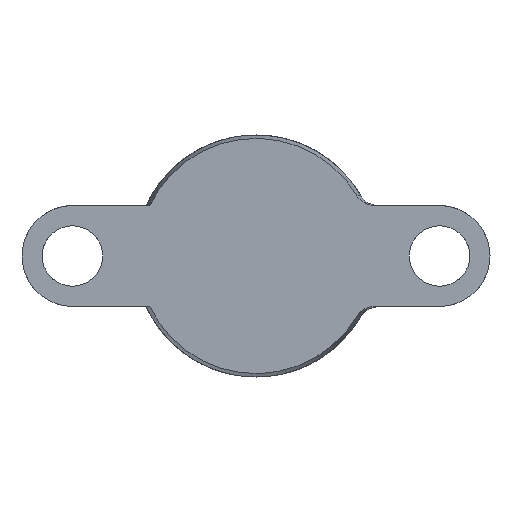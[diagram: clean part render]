
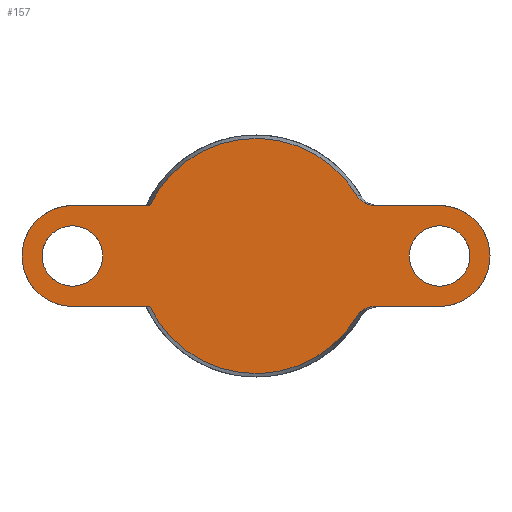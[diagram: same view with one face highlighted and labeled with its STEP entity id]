
A CAD part, front view. The second image highlights one B-rep face of the part: STEP entity #157.
In plain terms, the highlighted planar face has unit normal (0, -1, 0).
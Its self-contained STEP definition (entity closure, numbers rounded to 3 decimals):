
#4 = EDGE_CURVE ( 'NONE', #92, #830, #547, .T. ) ;
#6 = CARTESIAN_POINT ( 'NONE',  ( 27.871, 0., -12.72 ) ) ;
#32 = DIRECTION ( 'NONE',  ( -1., 0., 0. ) ) ;
#45 = CARTESIAN_POINT ( 'NONE',  ( 26.678, 0., 13.261 ) ) ;
#63 = EDGE_CURVE ( 'NONE', #541, #541, #1019, .T. ) ;
#75 = ORIENTED_EDGE ( 'NONE', *, *, #769, .T. ) ;
#78 = LINE ( 'NONE', #582, #1144 ) ;
#83 = LINE ( 'NONE', #776, #1228 ) ;
#88 = ORIENTED_EDGE ( 'NONE', *, *, #1025, .T. ) ;
#92 = VERTEX_POINT ( 'NONE', #675 ) ;
#117 = EDGE_CURVE ( 'NONE', #916, #567, #78, .T. ) ;
#144 = CARTESIAN_POINT ( 'NONE',  ( 28.933, 0., 12.5 ) ) ;
#153 = CARTESIAN_POINT ( 'NONE',  ( 28.502, 0., 12.556 ) ) ;
#157 = ADVANCED_FACE ( 'NONE', ( #1076, #486, #883 ), #1281, .F. ) ;
#158 = LINE ( 'NONE', #1147, #508 ) ;
#160 = CARTESIAN_POINT ( 'NONE',  ( 26.495, 0., 13.38 ) ) ;
#166 = DIRECTION ( 'NONE',  ( 0., 0., 1. ) ) ;
#195 = DIRECTION ( 'NONE',  ( 0., 0., -1. ) ) ;
#200 = CARTESIAN_POINT ( 'NONE',  ( -45.5, 0., 0. ) ) ;
#211 = CARTESIAN_POINT ( 'NONE',  ( 45.5, 0., 12.5 ) ) ;
#225 = CARTESIAN_POINT ( 'NONE',  ( 25.237, 0., -14.58 ) ) ;
#230 = VECTOR ( 'NONE', #32, 1000. ) ;
#233 = CARTESIAN_POINT ( 'NONE',  ( 25.508, 0., -14.24 ) ) ;
#255 = CARTESIAN_POINT ( 'NONE',  ( 27.869, 0., 12.721 ) ) ;
#259 = DIRECTION ( 'NONE',  ( 1., 0., 0. ) ) ;
#262 = CARTESIAN_POINT ( 'NONE',  ( -29.143, 0., 0. ) ) ;
#266 = CARTESIAN_POINT ( 'NONE',  ( 25.011, 0., 14.959 ) ) ;
#270 = ORIENTED_EDGE ( 'NONE', *, *, #1101, .T. ) ;
#283 = CARTESIAN_POINT ( 'NONE',  ( 25.011, 0., 14.959 ) ) ;
#288 = VERTEX_POINT ( 'NONE', #211 ) ;
#326 = CARTESIAN_POINT ( 'NONE',  ( 26.862, 0., -13.142 ) ) ;
#344 = ORIENTED_EDGE ( 'NONE', *, *, #1000, .F. ) ;
#362 = CARTESIAN_POINT ( 'NONE',  ( -15., 0., 12.5 ) ) ;
#373 = CARTESIAN_POINT ( 'NONE',  ( 29.374, 0., -12.5 ) ) ;
#379 = CIRCLE ( 'NONE', #1252, 29.143 ) ;
#387 = AXIS2_PLACEMENT_3D ( 'NONE', #419, #794, #1235 ) ;
#390 = DIRECTION ( 'NONE',  ( 0., -1., 0. ) ) ;
#395 = DIRECTION ( 'NONE',  ( 0., 0., -1. ) ) ;
#417 = CARTESIAN_POINT ( 'NONE',  ( 28.503, 0., -12.556 ) ) ;
#419 = CARTESIAN_POINT ( 'NONE',  ( 45.5, 0., 0. ) ) ;
#452 = CARTESIAN_POINT ( 'NONE',  ( 29.374, 0., 12.5 ) ) ;
#457 = EDGE_CURVE ( 'NONE', #483, #579, #672, .T. ) ;
#459 = CARTESIAN_POINT ( 'NONE',  ( 25.011, 0., -14.959 ) ) ;
#483 = VERTEX_POINT ( 'NONE', #452 ) ;
#486 = FACE_BOUND ( 'NONE', #1266, .T. ) ;
#508 = VECTOR ( 'NONE', #259, 1000. ) ;
#518 = AXIS2_PLACEMENT_3D ( 'NONE', #1210, #390, #395 ) ;
#520 = CARTESIAN_POINT ( 'NONE',  ( 27.662, 0., -12.789 ) ) ;
#524 = EDGE_CURVE ( 'NONE', #1033, #1194, #83, .T. ) ;
#527 = CARTESIAN_POINT ( 'NONE',  ( 28.933, 0., -12.5 ) ) ;
#533 = ORIENTED_EDGE ( 'NONE', *, *, #4, .T. ) ;
#536 = CARTESIAN_POINT ( 'NONE',  ( 27.253, 0., 12.954 ) ) ;
#541 = VERTEX_POINT ( 'NONE', #1215 ) ;
#543 = AXIS2_PLACEMENT_3D ( 'NONE', #1158, #1260, #570 ) ;
#546 = CARTESIAN_POINT ( 'NONE',  ( 27.659, 0., 12.79 ) ) ;
#547 = LINE ( 'NONE', #362, #230 ) ;
#551 = CARTESIAN_POINT ( 'NONE',  ( 26.144, 0., 13.642 ) ) ;
#567 = VERTEX_POINT ( 'NONE', #373 ) ;
#570 = DIRECTION ( 'NONE',  ( 0., 0., 1. ) ) ;
#576 = ORIENTED_EDGE ( 'NONE', *, *, #63, .F. ) ;
#578 = CIRCLE ( 'NONE', #1117, 12.5 ) ;
#579 = VERTEX_POINT ( 'NONE', #266 ) ;
#582 = CARTESIAN_POINT ( 'NONE',  ( 15., 0., -12.5 ) ) ;
#586 = CARTESIAN_POINT ( 'NONE',  ( 0., 0., 0. ) ) ;
#591 = DIRECTION ( 'NONE',  ( 0., 0., -1. ) ) ;
#607 = CIRCLE ( 'NONE', #387, 7.5 ) ;
#634 = CARTESIAN_POINT ( 'NONE',  ( 26.146, 0., -13.64 ) ) ;
#644 = CARTESIAN_POINT ( 'NONE',  ( 27.057, 0., 13.048 ) ) ;
#655 = EDGE_CURVE ( 'NONE', #830, #1033, #578, .T. ) ;
#672 = B_SPLINE_CURVE_WITH_KNOTS ( 'NONE', 3,
 ( #1040, #144, #153, #255, #546, #536, #644, #45, #160, #551, #817, #877, #1177, #283 ),
 .UNSPECIFIED., .F., .F.,
 ( 4, 2, 2, 2, 2, 2, 4 ),
 ( 0., 0.001, 0.002, 0.003, 0.003, 0.004, 0.005 ),
 .UNSPECIFIED. ) ;
#675 = CARTESIAN_POINT ( 'NONE',  ( -26.326, 0., 12.5 ) ) ;
#687 = DIRECTION ( 'NONE',  ( 0., 1., 0. ) ) ;
#713 = ORIENTED_EDGE ( 'NONE', *, *, #747, .F. ) ;
#723 = EDGE_CURVE ( 'NONE', #1194, #1004, #1018, .T. ) ;
#745 = CARTESIAN_POINT ( 'NONE',  ( 45.5, 0., -12.5 ) ) ;
#747 = EDGE_CURVE ( 'NONE', #288, #916, #1209, .T. ) ;
#769 = EDGE_CURVE ( 'NONE', #579, #92, #379, .T. ) ;
#771 = CARTESIAN_POINT ( 'NONE',  ( 45.5, 0., 7.5 ) ) ;
#776 = CARTESIAN_POINT ( 'NONE',  ( -15., 0., -12.5 ) ) ;
#794 = DIRECTION ( 'NONE',  ( 0., 1., 0. ) ) ;
#795 = DIRECTION ( 'NONE',  ( 0., -1., 0. ) ) ;
#805 = EDGE_LOOP ( 'NONE', ( #344, #947, #75, #533, #1102, #1136, #1030, #270, #1113, #713 ) ) ;
#817 = CARTESIAN_POINT ( 'NONE',  ( 25.976, 0., 13.785 ) ) ;
#830 = VERTEX_POINT ( 'NONE', #1125 ) ;
#857 = CARTESIAN_POINT ( 'NONE',  ( 27.255, 0., -12.953 ) ) ;
#877 = CARTESIAN_POINT ( 'NONE',  ( 25.507, 0., 14.24 ) ) ;
#883 = FACE_BOUND ( 'NONE', #888, .T. ) ;
#888 = EDGE_LOOP ( 'NONE', ( #576 ) ) ;
#906 = DIRECTION ( 'NONE',  ( 0., -1., 0. ) ) ;
#916 = VERTEX_POINT ( 'NONE', #745 ) ;
#936 = AXIS2_PLACEMENT_3D ( 'NONE', #1182, #687, #195 ) ;
#947 = ORIENTED_EDGE ( 'NONE', *, *, #457, .T. ) ;
#956 = CARTESIAN_POINT ( 'NONE',  ( 25.011, 0., -14.959 ) ) ;
#1000 = EDGE_CURVE ( 'NONE', #483, #288, #158, .T. ) ;
#1004 = VERTEX_POINT ( 'NONE', #459 ) ;
#1018 = CIRCLE ( 'NONE', #518, 29.143 ) ;
#1019 = CIRCLE ( 'NONE', #543, 7.5 ) ;
#1025 = EDGE_CURVE ( 'NONE', #1069, #1069, #607, .T. ) ;
#1030 = ORIENTED_EDGE ( 'NONE', *, *, #723, .T. ) ;
#1033 = VERTEX_POINT ( 'NONE', #1124 ) ;
#1038 = CARTESIAN_POINT ( 'NONE',  ( 26.497, 0., -13.379 ) ) ;
#1040 = CARTESIAN_POINT ( 'NONE',  ( 29.374, 0., 12.5 ) ) ;
#1055 = DIRECTION ( 'NONE',  ( 0., 1., 0. ) ) ;
#1067 = DIRECTION ( 'NONE',  ( 1., 0., 0. ) ) ;
#1069 = VERTEX_POINT ( 'NONE', #771 ) ;
#1076 = FACE_OUTER_BOUND ( 'NONE', #805, .T. ) ;
#1101 = EDGE_CURVE ( 'NONE', #1004, #567, #1232, .T. ) ;
#1102 = ORIENTED_EDGE ( 'NONE', *, *, #655, .T. ) ;
#1113 = ORIENTED_EDGE ( 'NONE', *, *, #117, .F. ) ;
#1117 = AXIS2_PLACEMENT_3D ( 'NONE', #200, #906, #591 ) ;
#1124 = CARTESIAN_POINT ( 'NONE',  ( -45.5, 0., -12.5 ) ) ;
#1125 = CARTESIAN_POINT ( 'NONE',  ( -45.5, 0., 12.5 ) ) ;
#1133 = DIRECTION ( 'NONE',  ( 0., 0., -1. ) ) ;
#1134 = CARTESIAN_POINT ( 'NONE',  ( 25.977, 0., -13.784 ) ) ;
#1136 = ORIENTED_EDGE ( 'NONE', *, *, #524, .T. ) ;
#1144 = VECTOR ( 'NONE', #1269, 1000. ) ;
#1147 = CARTESIAN_POINT ( 'NONE',  ( 15., 0., 12.5 ) ) ;
#1158 = CARTESIAN_POINT ( 'NONE',  ( -45.5, 0., 0. ) ) ;
#1177 = CARTESIAN_POINT ( 'NONE',  ( 25.237, 0., 14.58 ) ) ;
#1182 = CARTESIAN_POINT ( 'NONE',  ( 45.5, 0., 0. ) ) ;
#1188 = AXIS2_PLACEMENT_3D ( 'NONE', #262, #1055, #166 ) ;
#1194 = VERTEX_POINT ( 'NONE', #1202 ) ;
#1202 = CARTESIAN_POINT ( 'NONE',  ( -26.326, 0., -12.5 ) ) ;
#1209 = CIRCLE ( 'NONE', #936, 12.5 ) ;
#1210 = CARTESIAN_POINT ( 'NONE',  ( 0., 0., 0. ) ) ;
#1214 = CARTESIAN_POINT ( 'NONE',  ( 29.374, 0., -12.5 ) ) ;
#1215 = CARTESIAN_POINT ( 'NONE',  ( -45.5, 0., 7.5 ) ) ;
#1228 = VECTOR ( 'NONE', #1067, 1000. ) ;
#1232 = B_SPLINE_CURVE_WITH_KNOTS ( 'NONE', 3,
 ( #956, #225, #233, #1134, #634, #1038, #326, #857, #520, #6, #417, #527, #1214 ),
 .UNSPECIFIED., .F., .F.,
 ( 4, 2, 2, 1, 2, 2, 4 ),
 ( 0., 0.001, 0.002, 0.003, 0.003, 0.004, 0.005 ),
 .UNSPECIFIED. ) ;
#1235 = DIRECTION ( 'NONE',  ( 0., 0., 1. ) ) ;
#1252 = AXIS2_PLACEMENT_3D ( 'NONE', #586, #795, #1133 ) ;
#1260 = DIRECTION ( 'NONE',  ( 0., -1., 0. ) ) ;
#1266 = EDGE_LOOP ( 'NONE', ( #88 ) ) ;
#1269 = DIRECTION ( 'NONE',  ( -1., 0., 0. ) ) ;
#1281 = PLANE ( 'NONE',  #1188 ) ;
